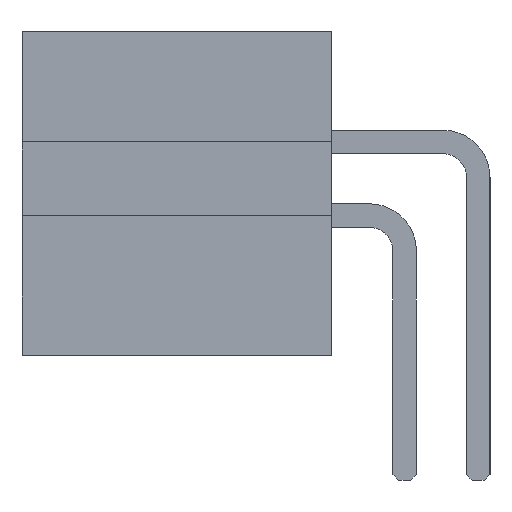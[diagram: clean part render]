
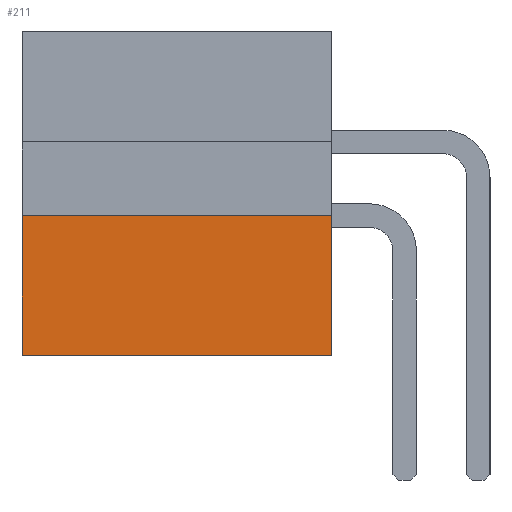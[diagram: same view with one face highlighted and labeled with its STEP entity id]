
A CAD part, left-side view. The second image highlights one B-rep face of the part: STEP entity #211.
In plain terms, the highlighted planar face has unit normal (-1, 0, 0).
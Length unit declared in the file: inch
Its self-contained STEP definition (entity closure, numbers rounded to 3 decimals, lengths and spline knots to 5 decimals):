
#211 = ADVANCED_FACE( '', ( #582 ), #583, .F. );
#582 = FACE_OUTER_BOUND( '', #1311, .T. );
#583 = PLANE( '', #1312 );
#1311 = EDGE_LOOP( '', ( #2064, #2065, #2066, #2067 ) );
#1312 = AXIS2_PLACEMENT_3D( '', #2068, #2069, #2070 );
#2064 = ORIENTED_EDGE( '', *, *, #5280, .F. );
#2065 = ORIENTED_EDGE( '', *, *, #5281, .T. );
#2066 = ORIENTED_EDGE( '', *, *, #5282, .T. );
#2067 = ORIENTED_EDGE( '', *, *, #5279, .T. );
#2068 = CARTESIAN_POINT( '', ( -0.375, 0.21, 0.1 ) );
#2069 = DIRECTION( '', ( 1., 0., 0. ) );
#2070 = DIRECTION( '', ( 0., 0., -1. ) );
#5279 = EDGE_CURVE( '', #6361, #6365, #6367, .T. );
#5280 = EDGE_CURVE( '', #6368, #6365, #6369, .T. );
#5281 = EDGE_CURVE( '', #6368, #6370, #6371, .T. );
#5282 = EDGE_CURVE( '', #6370, #6361, #6372, .T. );
#6361 = VERTEX_POINT( '', #8158 );
#6365 = VERTEX_POINT( '', #8164 );
#6367 = LINE( '', #8167, #8168 );
#6368 = VERTEX_POINT( '', #8169 );
#6369 = LINE( '', #8170, #8171 );
#6370 = VERTEX_POINT( '', #8172 );
#6371 = LINE( '', #8173, #8174 );
#6372 = LINE( '', #8175, #8176 );
#8158 = CARTESIAN_POINT( '', ( -0.375, 0.21, -0.12 ) );
#8164 = CARTESIAN_POINT( '', ( -0.375, 0., -0.12 ) );
#8167 = CARTESIAN_POINT( '', ( -0.375, 0.21, -0.12 ) );
#8168 = VECTOR( '', #10903, 39.37008 );
#8169 = CARTESIAN_POINT( '', ( -0.375, 0., -0.025 ) );
#8170 = CARTESIAN_POINT( '', ( -0.375, 0., 0.1 ) );
#8171 = VECTOR( '', #10904, 39.37008 );
#8172 = CARTESIAN_POINT( '', ( -0.375, 0.21, -0.025 ) );
#8173 = CARTESIAN_POINT( '', ( -0.375, 0.21, -0.025 ) );
#8174 = VECTOR( '', #10905, 39.37008 );
#8175 = CARTESIAN_POINT( '', ( -0.375, 0.21, 0.1 ) );
#8176 = VECTOR( '', #10906, 39.37008 );
#10903 = DIRECTION( '', ( 0., -1., 0. ) );
#10904 = DIRECTION( '', ( 0., 0., -1. ) );
#10905 = DIRECTION( '', ( 0., 1., 0. ) );
#10906 = DIRECTION( '', ( 0., 0., -1. ) );
